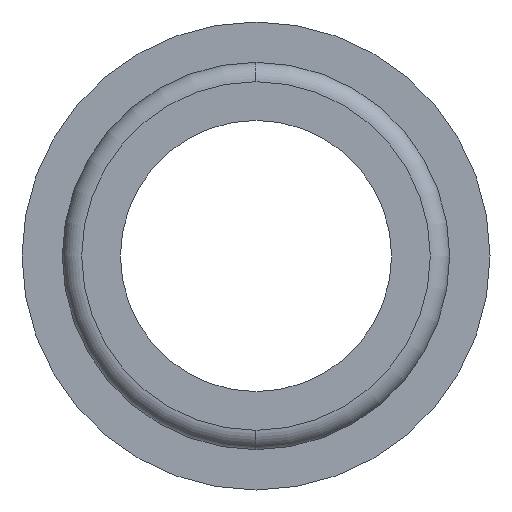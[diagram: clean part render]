
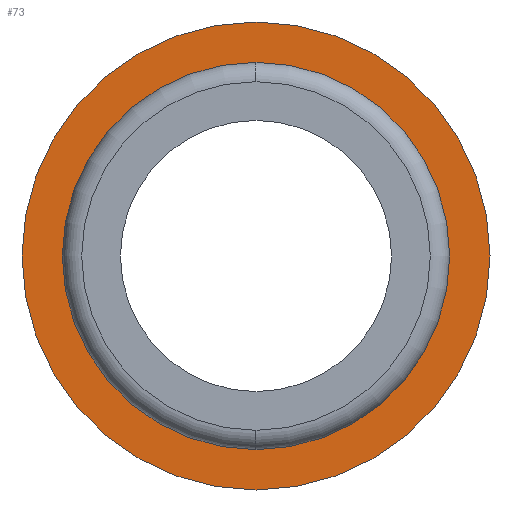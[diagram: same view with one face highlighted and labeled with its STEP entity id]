
A CAD part, left-side view. The second image highlights one B-rep face of the part: STEP entity #73.
In plain terms, the highlighted planar face has unit normal (-1, 0, 0).
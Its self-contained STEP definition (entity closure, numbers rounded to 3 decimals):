
#73=ADVANCED_FACE('',(#145,#146),#147,.T.);
#145=FACE_BOUND('',#235,.T.);
#146=FACE_OUTER_BOUND('',#236,.T.);
#147=PLANE('',#237);
#235=EDGE_LOOP('',(#468,#469));
#236=EDGE_LOOP('',(#470,#471));
#237=AXIS2_PLACEMENT_3D('',#472,#473,#474);
#468=ORIENTED_EDGE('',*,*,#618,.T.);
#469=ORIENTED_EDGE('',*,*,#623,.T.);
#470=ORIENTED_EDGE('',*,*,#582,.F.);
#471=ORIENTED_EDGE('',*,*,#633,.F.);
#472=CARTESIAN_POINT('',(25.5,3.625,0.0));
#473=DIRECTION('',(-1.0,-0.0,0.0));
#474=DIRECTION('',(0.0,-1.0,-0.0));
#582=EDGE_CURVE('',#687,#690,#691,.T.);
#618=EDGE_CURVE('',#751,#755,#757,.T.);
#623=EDGE_CURVE('',#755,#751,#764,.T.);
#633=EDGE_CURVE('',#690,#687,#775,.T.);
#687=VERTEX_POINT('',#841);
#690=VERTEX_POINT('',#845);
#691=CIRCLE('',#846,7.25);
#751=VERTEX_POINT('',#919);
#755=VERTEX_POINT('',#924);
#757=CIRCLE('',#927,6.0);
#764=CIRCLE('',#934,6.0);
#775=CIRCLE('',#945,7.25);
#841=CARTESIAN_POINT('',(25.5,7.25,0.0));
#845=CARTESIAN_POINT('',(25.5,-7.25,0.));
#846=AXIS2_PLACEMENT_3D('',#1000,#1001,#1002);
#919=CARTESIAN_POINT('',(25.5,0.0,-6.0));
#924=CARTESIAN_POINT('',(25.5,0.,6.0));
#927=AXIS2_PLACEMENT_3D('',#1078,#1079,#1080);
#934=AXIS2_PLACEMENT_3D('',#1093,#1094,#1095);
#945=AXIS2_PLACEMENT_3D('',#1123,#1124,#1125);
#1000=CARTESIAN_POINT('',(25.5,0.0,0.0));
#1001=DIRECTION('',(1.0,0.0,0.0));
#1002=DIRECTION('',(0.0,1.0,0.0));
#1078=CARTESIAN_POINT('',(25.5,0.0,0.0));
#1079=DIRECTION('',(1.0,-0.0,0.0));
#1080=DIRECTION('',(0.0,0.0,-1.0));
#1093=CARTESIAN_POINT('',(25.5,0.0,0.0));
#1094=DIRECTION('',(1.0,-0.0,0.0));
#1095=DIRECTION('',(0.0,0.0,-1.0));
#1123=CARTESIAN_POINT('',(25.5,0.0,0.0));
#1124=DIRECTION('',(1.0,0.0,0.0));
#1125=DIRECTION('',(0.0,1.0,0.0));
